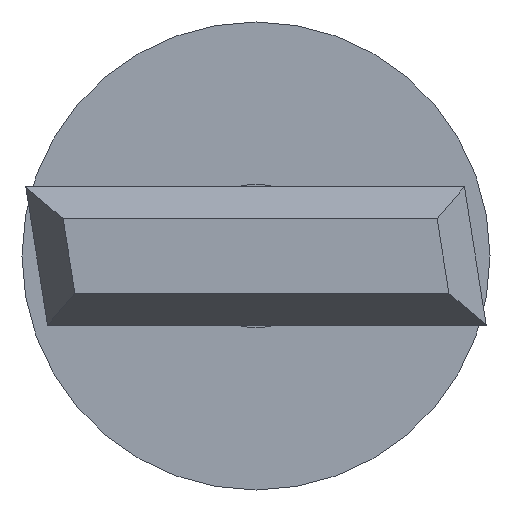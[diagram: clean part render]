
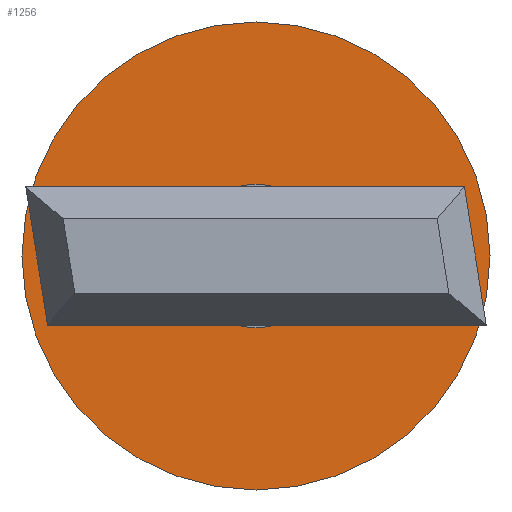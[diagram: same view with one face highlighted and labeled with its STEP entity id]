
A CAD part, front view. The second image highlights one B-rep face of the part: STEP entity #1256.
In plain terms, the highlighted face is planar.
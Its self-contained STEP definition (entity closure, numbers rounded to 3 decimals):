
#65 = EDGE_CURVE ( 'NONE', #1265, #1752, #2074, .T. ) ;
#84 = CARTESIAN_POINT ( 'NONE',  ( 0., 0., -6.75 ) ) ;
#202 = ORIENTED_EDGE ( 'NONE', *, *, #2132, .F. ) ;
#223 = CIRCLE ( 'NONE', #1776, 6.75 ) ;
#240 = CARTESIAN_POINT ( 'NONE',  ( 0., 0., 0. ) ) ;
#267 = DIRECTION ( 'NONE',  ( 0., 0., 1. ) ) ;
#291 = DIRECTION ( 'NONE',  ( -1., 0., 0. ) ) ;
#316 = CARTESIAN_POINT ( 'NONE',  ( 0., 0., 0. ) ) ;
#496 = CARTESIAN_POINT ( 'NONE',  ( 0., 0., 22. ) ) ;
#543 = EDGE_CURVE ( 'NONE', #1752, #1265, #223, .T. ) ;
#618 = CARTESIAN_POINT ( 'NONE',  ( 0., 0., 0. ) ) ;
#676 = DIRECTION ( 'NONE',  ( -1., 0., 0. ) ) ;
#735 = VERTEX_POINT ( 'NONE', #496 ) ;
#789 = PLANE ( 'NONE',  #1740 ) ;
#848 = CARTESIAN_POINT ( 'NONE',  ( 0., 0., 0. ) ) ;
#865 = AXIS2_PLACEMENT_3D ( 'NONE', #316, #1188, #1143 ) ;
#886 = DIRECTION ( 'NONE',  ( 0., 0., 1. ) ) ;
#910 = EDGE_LOOP ( 'NONE', ( #2060, #1724 ) ) ;
#927 = CARTESIAN_POINT ( 'NONE',  ( 0., 0., -22. ) ) ;
#948 = FACE_BOUND ( 'NONE', #910, .T. ) ;
#1057 = ORIENTED_EDGE ( 'NONE', *, *, #1133, .F. ) ;
#1127 = FACE_OUTER_BOUND ( 'NONE', #1919, .T. ) ;
#1133 = EDGE_CURVE ( 'NONE', #735, #1315, #1820, .T. ) ;
#1143 = DIRECTION ( 'NONE',  ( 0., 0., 1. ) ) ;
#1188 = DIRECTION ( 'NONE',  ( -1., 0., 0. ) ) ;
#1256 = ADVANCED_FACE ( 'NONE', ( #1127, #948 ), #789, .F. ) ;
#1265 = VERTEX_POINT ( 'NONE', #2126 ) ;
#1315 = VERTEX_POINT ( 'NONE', #927 ) ;
#1451 = AXIS2_PLACEMENT_3D ( 'NONE', #240, #1950, #1912 ) ;
#1602 = DIRECTION ( 'NONE',  ( -1., 0., 0. ) ) ;
#1724 = ORIENTED_EDGE ( 'NONE', *, *, #543, .T. ) ;
#1740 = AXIS2_PLACEMENT_3D ( 'NONE', #1814, #291, #2161 ) ;
#1752 = VERTEX_POINT ( 'NONE', #84 ) ;
#1776 = AXIS2_PLACEMENT_3D ( 'NONE', #848, #676, #886 ) ;
#1814 = CARTESIAN_POINT ( 'NONE',  ( 0., 6.75, 0. ) ) ;
#1820 = CIRCLE ( 'NONE', #865, 22. ) ;
#1912 = DIRECTION ( 'NONE',  ( 0., 0., 1. ) ) ;
#1919 = EDGE_LOOP ( 'NONE', ( #1057, #202 ) ) ;
#1950 = DIRECTION ( 'NONE',  ( -1., 0., 0. ) ) ;
#1966 = AXIS2_PLACEMENT_3D ( 'NONE', #618, #1602, #267 ) ;
#2060 = ORIENTED_EDGE ( 'NONE', *, *, #65, .T. ) ;
#2074 = CIRCLE ( 'NONE', #1966, 6.75 ) ;
#2080 = CIRCLE ( 'NONE', #1451, 22. ) ;
#2126 = CARTESIAN_POINT ( 'NONE',  ( 0., 0., 6.75 ) ) ;
#2132 = EDGE_CURVE ( 'NONE', #1315, #735, #2080, .T. ) ;
#2161 = DIRECTION ( 'NONE',  ( 0., 0., 1. ) ) ;
